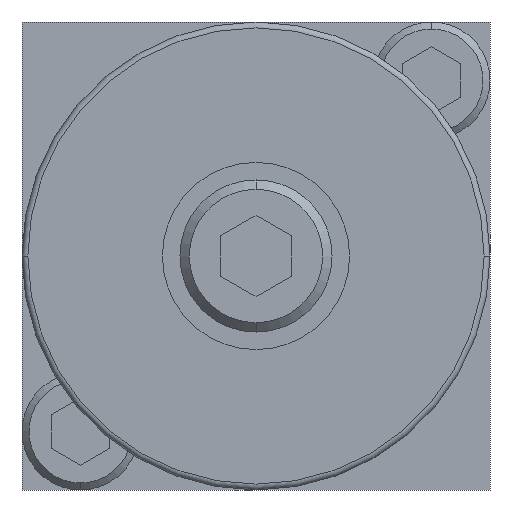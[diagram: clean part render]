
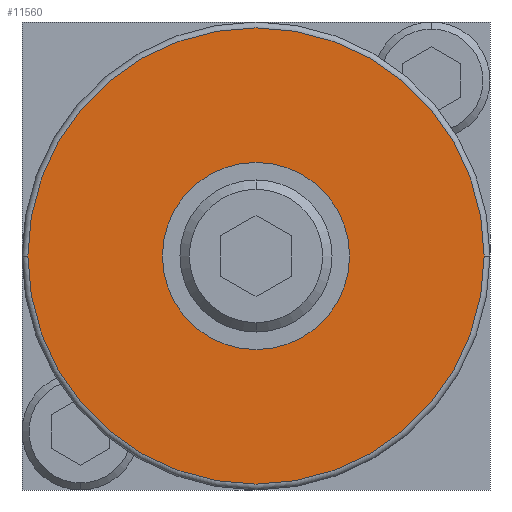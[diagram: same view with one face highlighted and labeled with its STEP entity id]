
A CAD part, front view. The second image highlights one B-rep face of the part: STEP entity #11560.
In plain terms, the highlighted face is planar.
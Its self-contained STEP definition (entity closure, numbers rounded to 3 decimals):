
#11210=CARTESIAN_POINT('',(14.18,0.,-80.));
#11220=DIRECTION('',(0.,0.,-1.));
#11230=DIRECTION('',(0.,1.,0.));
#11240=AXIS2_PLACEMENT_3D('',#11210,#11220,#11230);
#11250=PLANE('',#11240);
#11260=CARTESIAN_POINT('',(0.,0.,
-80.));
#11270=DIRECTION('',(0.,0.,-1.));
#11280=DIRECTION('',(-1.,0.,0.));
#11290=AXIS2_PLACEMENT_3D('',#11260,#11270,#11280);
#11300=CIRCLE('',#11290,19.5);
#11310=CARTESIAN_POINT('',(-19.5,0.,-80.));
#11320=VERTEX_POINT('',#11310);
#11330=CARTESIAN_POINT('',(19.5,0.,-80.));
#11340=VERTEX_POINT('',#11330);
#11350=EDGE_CURVE('',#11320,#11340,#11300,.T.);
#11360=ORIENTED_EDGE('',*,*,#11350,.T.);
#11370=EDGE_CURVE('',#11340,#11320,#11300,.T.);
#11380=ORIENTED_EDGE('',*,*,#11370,.T.);
#11390=EDGE_LOOP('',(#11380,#11360));
#11400=FACE_OUTER_BOUND('',#11390,.T.);
#11410=CARTESIAN_POINT('',(0.,0.,
-80.));
#11420=DIRECTION('',(0.,0.,-1.));
#11430=DIRECTION('',(1.,0.,0.));
#11440=AXIS2_PLACEMENT_3D('',#11410,#11420,#11430);
#11450=CIRCLE('',#11440,8.);
#11460=CARTESIAN_POINT('',(8.,0.,-80.));
#11470=VERTEX_POINT('',#11460);
#11480=CARTESIAN_POINT('',(-8.,0.,-80.));
#11490=VERTEX_POINT('',#11480);
#11500=EDGE_CURVE('',#11470,#11490,#11450,.T.);
#11510=ORIENTED_EDGE('',*,*,#11500,.F.);
#11520=EDGE_CURVE('',#11490,#11470,#11450,.T.);
#11530=ORIENTED_EDGE('',*,*,#11520,.F.);
#11540=EDGE_LOOP('',(#11530,#11510));
#11550=FACE_BOUND('',#11540,.T.);
#11560=ADVANCED_FACE('',(#11400,#11550),#11250,.T.);
